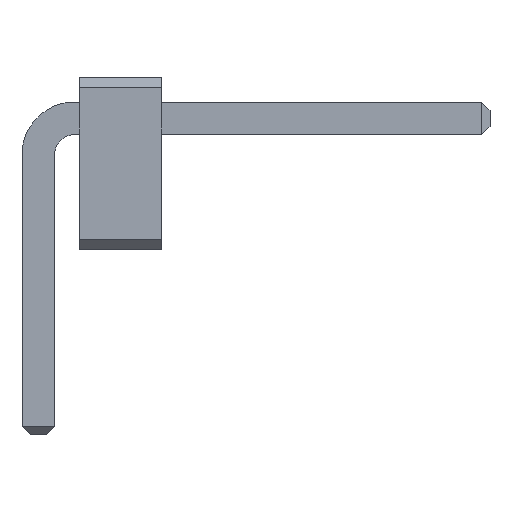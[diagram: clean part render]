
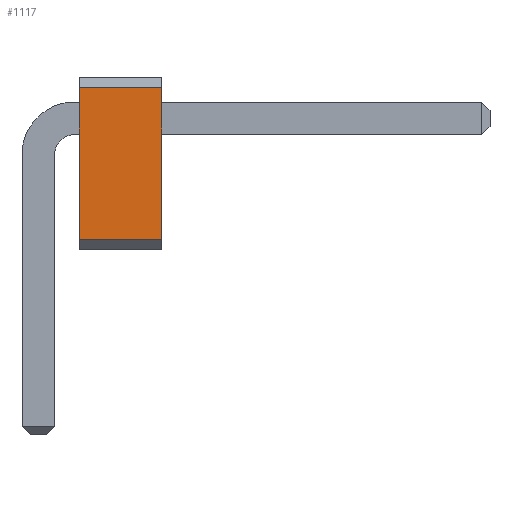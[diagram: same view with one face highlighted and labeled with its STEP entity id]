
A CAD part, front view. The second image highlights one B-rep face of the part: STEP entity #1117.
In plain terms, the highlighted planar face has unit normal (0, -1, 0).
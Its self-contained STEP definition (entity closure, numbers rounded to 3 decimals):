
#167 = VERTEX_POINT('',#168);
#168 = CARTESIAN_POINT('',(1.5,-4.445,1.423));
#174 = EDGE_CURVE('',#175,#167,#177,.T.);
#175 = VERTEX_POINT('',#176);
#176 = CARTESIAN_POINT('',(1.5,-4.445,-0.423));
#177 = LINE('',#178,#179);
#178 = CARTESIAN_POINT('',(1.5,-4.445,-0.55));
#179 = VECTOR('',#180,1.);
#180 = DIRECTION('',(0.,0.,1.));
#535 = VERTEX_POINT('',#536);
#536 = CARTESIAN_POINT('',(0.5,-4.445,-0.423));
#542 = EDGE_CURVE('',#535,#543,#545,.T.);
#543 = VERTEX_POINT('',#544);
#544 = CARTESIAN_POINT('',(0.5,-4.445,1.423));
#545 = LINE('',#546,#547);
#546 = CARTESIAN_POINT('',(0.5,-4.445,-0.55));
#547 = VECTOR('',#548,1.);
#548 = DIRECTION('',(0.,0.,1.));
#1107 = EDGE_CURVE('',#175,#535,#1108,.T.);
#1108 = LINE('',#1109,#1110);
#1109 = CARTESIAN_POINT('',(1.5,-4.445,-0.423));
#1110 = VECTOR('',#1111,1.);
#1111 = DIRECTION('',(-1.,0.,0.));
#1117 = ADVANCED_FACE('',(#1118),#1129,.F.);
#1118 = FACE_BOUND('',#1119,.F.);
#1119 = EDGE_LOOP('',(#1120,#1121,#1122,#1123));
#1120 = ORIENTED_EDGE('',*,*,#174,.F.);
#1121 = ORIENTED_EDGE('',*,*,#1107,.T.);
#1122 = ORIENTED_EDGE('',*,*,#542,.T.);
#1123 = ORIENTED_EDGE('',*,*,#1124,.F.);
#1124 = EDGE_CURVE('',#167,#543,#1125,.T.);
#1125 = LINE('',#1126,#1127);
#1126 = CARTESIAN_POINT('',(1.5,-4.445,1.423));
#1127 = VECTOR('',#1128,1.);
#1128 = DIRECTION('',(-1.,0.,0.));
#1129 = PLANE('',#1130);
#1130 = AXIS2_PLACEMENT_3D('',#1131,#1132,#1133);
#1131 = CARTESIAN_POINT('',(1.5,-4.445,-0.55));
#1132 = DIRECTION('',(0.,1.,0.));
#1133 = DIRECTION('',(0.,0.,1.));
